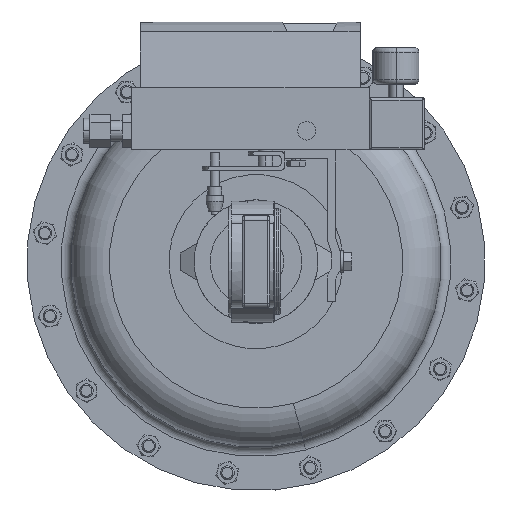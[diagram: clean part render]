
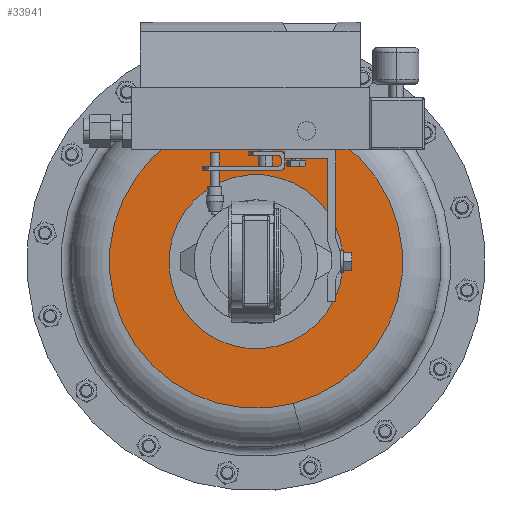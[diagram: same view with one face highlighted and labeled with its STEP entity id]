
A CAD part, front view. The second image highlights one B-rep face of the part: STEP entity #33941.
In plain terms, the highlighted planar face has unit normal (0, -1, 0).
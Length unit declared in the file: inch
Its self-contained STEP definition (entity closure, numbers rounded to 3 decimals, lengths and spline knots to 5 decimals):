
#1285 = ORIENTED_EDGE ( 'NONE', *, *, #13265, .F. ) ;
#1381 = CIRCLE ( 'NONE', #38850, 4. ) ;
#2150 = ORIENTED_EDGE ( 'NONE', *, *, #35669, .T. ) ;
#3715 = EDGE_LOOP ( 'NONE', ( #29428, #2150 ) ) ;
#4691 = ORIENTED_EDGE ( 'NONE', *, *, #20528, .F. ) ;
#5236 = EDGE_LOOP ( 'NONE', ( #1285, #4691 ) ) ;
#5999 = AXIS2_PLACEMENT_3D ( 'NONE', #29992, #12037, #33019 ) ;
#7403 = FACE_OUTER_BOUND ( 'NONE', #5236, .T. ) ;
#8423 = CARTESIAN_POINT ( 'NONE',  ( 1.68589, 7.8175, 1.67284 ) ) ;
#8786 = VERTEX_POINT ( 'NONE', #8423 ) ;
#9686 = CARTESIAN_POINT ( 'NONE',  ( -3.8677, 7.8175, -1.02025 ) ) ;
#9935 = PLANE ( 'NONE',  #29808 ) ;
#11315 = CARTESIAN_POINT ( 'NONE',  ( 0., 7.8175, 0. ) ) ;
#11470 = CIRCLE ( 'NONE', #31167, 4. ) ;
#11813 = DIRECTION ( 'NONE',  ( 0., 1., 0. ) ) ;
#12037 = DIRECTION ( 'NONE',  ( 0., 1., 0. ) ) ;
#13003 = DIRECTION ( 'NONE',  ( -0.255, 0., 0.967 ) ) ;
#13265 = EDGE_CURVE ( 'NONE', #21274, #35349, #11470, .T. ) ;
#14357 = DIRECTION ( 'NONE',  ( 0.255, 0., -0.967 ) ) ;
#16299 = CARTESIAN_POINT ( 'NONE',  ( -1.68589, 7.8175, -1.67284 ) ) ;
#17300 = EDGE_CURVE ( 'NONE', #18728, #8786, #33008, .T. ) ;
#17702 = DIRECTION ( 'NONE',  ( 0., 1., 0. ) ) ;
#18728 = VERTEX_POINT ( 'NONE', #16299 ) ;
#20528 = EDGE_CURVE ( 'NONE', #35349, #21274, #1381, .T. ) ;
#20886 = CIRCLE ( 'NONE', #5999, 2.375 ) ;
#21124 = CARTESIAN_POINT ( 'NONE',  ( 1.02025, 7.8175, -3.8677 ) ) ;
#21274 = VERTEX_POINT ( 'NONE', #21124 ) ;
#22012 = CARTESIAN_POINT ( 'NONE',  ( -1.02025, 7.8175, 3.8677 ) ) ;
#22403 = FACE_BOUND ( 'NONE', #3715, .T. ) ;
#25476 = AXIS2_PLACEMENT_3D ( 'NONE', #35658, #17702, #38664 ) ;
#29428 = ORIENTED_EDGE ( 'NONE', *, *, #17300, .T. ) ;
#29765 = CARTESIAN_POINT ( 'NONE',  ( 0., 7.8175, 0. ) ) ;
#29808 = AXIS2_PLACEMENT_3D ( 'NONE', #9686, #30934, #13003 ) ;
#29992 = CARTESIAN_POINT ( 'NONE',  ( 0., 7.8175, 0. ) ) ;
#30934 = DIRECTION ( 'NONE',  ( 0., -1., 0. ) ) ;
#31167 = AXIS2_PLACEMENT_3D ( 'NONE', #11315, #32302, #14357 ) ;
#32302 = DIRECTION ( 'NONE',  ( 0., 1., 0. ) ) ;
#32802 = DIRECTION ( 'NONE',  ( 0.255, 0., -0.967 ) ) ;
#33008 = CIRCLE ( 'NONE', #25476, 2.375 ) ;
#33019 = DIRECTION ( 'NONE',  ( 0.71, 0., 0.704 ) ) ;
#33941 = ADVANCED_FACE ( 'NONE', ( #7403, #22403 ), #9935, .T. ) ;
#35349 = VERTEX_POINT ( 'NONE', #22012 ) ;
#35658 = CARTESIAN_POINT ( 'NONE',  ( 0., 7.8175, 0. ) ) ;
#35669 = EDGE_CURVE ( 'NONE', #8786, #18728, #20886, .T. ) ;
#38664 = DIRECTION ( 'NONE',  ( 0.71, 0., 0.704 ) ) ;
#38850 = AXIS2_PLACEMENT_3D ( 'NONE', #29765, #11813, #32802 ) ;
